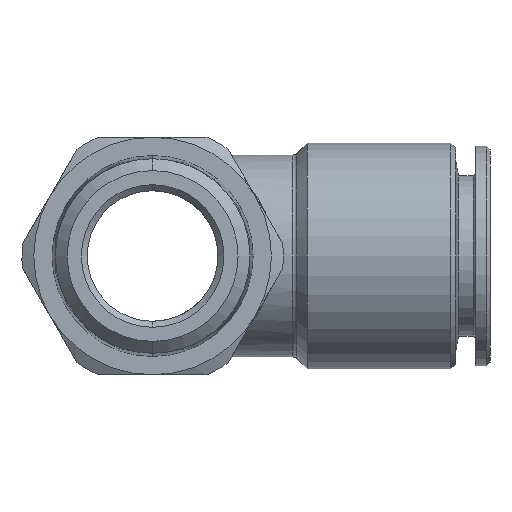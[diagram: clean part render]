
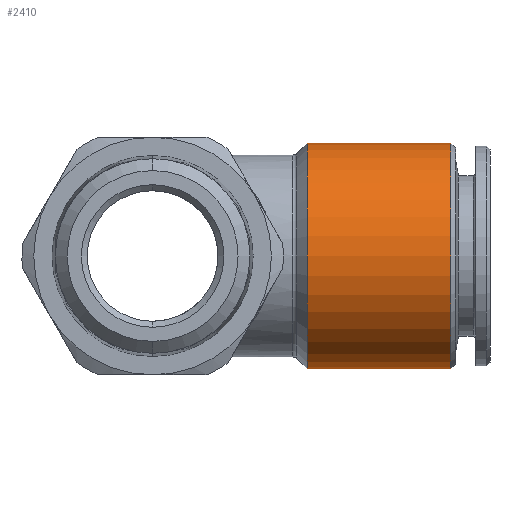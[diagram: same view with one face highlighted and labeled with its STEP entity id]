
A CAD part, front view. The second image highlights one B-rep face of the part: STEP entity #2410.
In plain terms, the highlighted cylindrical face has radius 9.5 mm (diameter 19 mm), a partial arc.
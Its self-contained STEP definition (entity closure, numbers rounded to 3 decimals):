
#770 = CYLINDRICAL_SURFACE ( 'NONE', #773, 9.5 ) ;
#773 = AXIS2_PLACEMENT_3D ( 'NONE', #811, #854, #870 ) ;
#811 = CARTESIAN_POINT ( 'NONE',  ( 0., 0., 0. ) ) ;
#845 = CARTESIAN_POINT ( 'NONE',  ( 25.1, 0., 0. ) ) ;
#850 = FACE_OUTER_BOUND ( 'NONE', #2450, .T. ) ;
#854 = DIRECTION ( 'NONE',  ( -1., 0., 0. ) ) ;
#856 = DIRECTION ( 'NONE',  ( 0., 0., 1. ) ) ;
#857 = DIRECTION ( 'NONE',  ( -1., 0., 0. ) ) ;
#858 = AXIS2_PLACEMENT_3D ( 'NONE', #845, #857, #856 ) ;
#859 = CIRCLE ( 'NONE', #858, 9.5 ) ;
#870 = DIRECTION ( 'NONE',  ( 0., 0., 1. ) ) ;
#1029 = DIRECTION ( 'NONE',  ( -1., 0., 0. ) ) ;
#1037 = CIRCLE ( 'NONE', #1055, 9.5 ) ;
#1055 = AXIS2_PLACEMENT_3D ( 'NONE', #1058, #1029, #1057 ) ;
#1057 = DIRECTION ( 'NONE',  ( 0., 0., -1. ) ) ;
#1058 = CARTESIAN_POINT ( 'NONE',  ( 13., 0., 0. ) ) ;
#1731 = VERTEX_POINT ( 'NONE', #3168 ) ;
#1741 = VERTEX_POINT ( 'NONE', #3200 ) ;
#1825 = EDGE_CURVE ( 'NONE', #1887, #1741, #3449, .T. ) ;
#1845 = EDGE_CURVE ( 'NONE', #1848, #1731, #3307, .T. ) ;
#1848 = VERTEX_POINT ( 'NONE', #3299 ) ;
#1887 = VERTEX_POINT ( 'NONE', #3529 ) ;
#2410 = ADVANCED_FACE ( 'NONE', ( #850 ), #770, .T. ) ;
#2411 = ORIENTED_EDGE ( 'NONE', *, *, #1845, .F. ) ;
#2449 = ORIENTED_EDGE ( 'NONE', *, *, #2452, .T. ) ;
#2450 = EDGE_LOOP ( 'NONE', ( #2411, #2449, #2454, #2455 ) ) ;
#2452 = EDGE_CURVE ( 'NONE', #1848, #1887, #859, .T. ) ;
#2454 = ORIENTED_EDGE ( 'NONE', *, *, #1825, .T. ) ;
#2455 = ORIENTED_EDGE ( 'NONE', *, *, #2456, .F. ) ;
#2456 = EDGE_CURVE ( 'NONE', #1731, #1741, #1037, .T. ) ;
#3168 = CARTESIAN_POINT ( 'NONE',  ( 13., 0., -9.5 ) ) ;
#3200 = CARTESIAN_POINT ( 'NONE',  ( 13., 0., 9.5 ) ) ;
#3299 = CARTESIAN_POINT ( 'NONE',  ( 25.1, 0., -9.5 ) ) ;
#3304 = DIRECTION ( 'NONE',  ( -1., 0., 0. ) ) ;
#3305 = VECTOR ( 'NONE', #3304, 1000. ) ;
#3306 = CARTESIAN_POINT ( 'NONE',  ( 0., 0., -9.5 ) ) ;
#3307 = LINE ( 'NONE', #3306, #3305 ) ;
#3446 = DIRECTION ( 'NONE',  ( -1., 0., 0. ) ) ;
#3447 = VECTOR ( 'NONE', #3446, 1000. ) ;
#3448 = CARTESIAN_POINT ( 'NONE',  ( 0., 0., 9.5 ) ) ;
#3449 = LINE ( 'NONE', #3448, #3447 ) ;
#3529 = CARTESIAN_POINT ( 'NONE',  ( 25.1, 0., 9.5 ) ) ;
